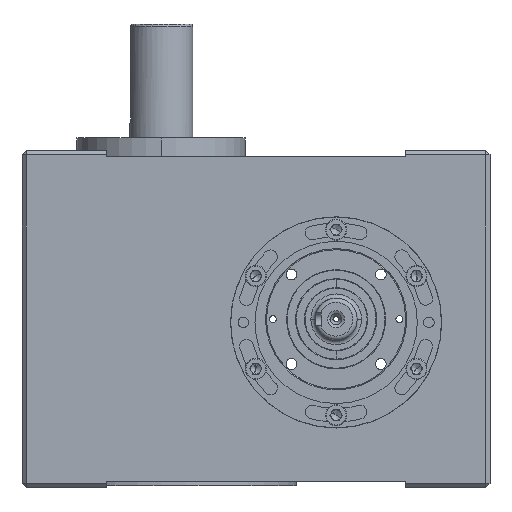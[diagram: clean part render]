
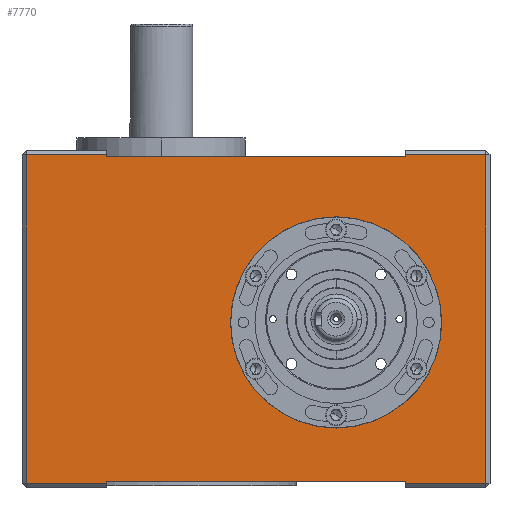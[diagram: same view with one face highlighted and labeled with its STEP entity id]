
A CAD part, left-side view. The second image highlights one B-rep face of the part: STEP entity #7770.
In plain terms, the highlighted planar face has unit normal (-1, 0, 0).
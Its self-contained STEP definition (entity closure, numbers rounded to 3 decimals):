
#633 = VERTEX_POINT ( 'NONE', #5488 ) ;
#786 = VECTOR ( 'NONE', #2938, 1000. ) ;
#810 = CARTESIAN_POINT ( 'NONE',  ( -70., 111., 80. ) ) ;
#927 = ORIENTED_EDGE ( 'NONE', *, *, #11064, .T. ) ;
#929 = LINE ( 'NONE', #15650, #20737 ) ;
#1021 = EDGE_CURVE ( 'NONE', #18228, #15648, #12528, .T. ) ;
#1059 = EDGE_CURVE ( 'NONE', #633, #15648, #4986, .T. ) ;
#1186 = EDGE_CURVE ( 'NONE', #11197, #18228, #11631, .T. ) ;
#1207 = EDGE_CURVE ( 'NONE', #20518, #1988, #5881, .T. ) ;
#1410 = VECTOR ( 'NONE', #2743, 1000. ) ;
#1433 = DIRECTION ( 'NONE',  ( 0., 0., 1. ) ) ;
#1988 = VERTEX_POINT ( 'NONE', #7563 ) ;
#2144 = LINE ( 'NONE', #12932, #12350 ) ;
#2371 = CARTESIAN_POINT ( 'NONE',  ( -70., -71., 78. ) ) ;
#2451 = AXIS2_PLACEMENT_3D ( 'NONE', #23694, #23617, #23535 ) ;
#2456 = CARTESIAN_POINT ( 'NONE',  ( -70., 12.1, -1.5 ) ) ;
#2587 = CARTESIAN_POINT ( 'NONE',  ( -70., 109., 80. ) ) ;
#2672 = VECTOR ( 'NONE', #23033, 1000. ) ;
#2743 = DIRECTION ( 'NONE',  ( 0., 0., -1. ) ) ;
#2778 = CARTESIAN_POINT ( 'NONE',  ( -70., 109., -78. ) ) ;
#2938 = DIRECTION ( 'NONE',  ( 0., 0., 1. ) ) ;
#2988 = LINE ( 'NONE', #14018, #22808 ) ;
#3414 = CARTESIAN_POINT ( 'NONE',  ( -70., -71., 77. ) ) ;
#4059 = EDGE_LOOP ( 'NONE', ( #7045, #12459, #12173, #8118, #16809, #21820, #19067, #19408, #6372, #23277, #22970, #927 ) ) ;
#4236 = FACE_BOUND ( 'NONE', #11872, .T. ) ;
#4317 = CARTESIAN_POINT ( 'NONE',  ( -70., -71., -77. ) ) ;
#4986 = LINE ( 'NONE', #22276, #13988 ) ;
#5350 = EDGE_CURVE ( 'NONE', #14372, #11197, #929, .T. ) ;
#5359 = CARTESIAN_POINT ( 'NONE',  ( -70., -71., 77. ) ) ;
#5488 = CARTESIAN_POINT ( 'NONE',  ( -70., 71., -77. ) ) ;
#5545 = EDGE_CURVE ( 'NONE', #11864, #15116, #6902, .T. ) ;
#5881 = LINE ( 'NONE', #7657, #786 ) ;
#5969 = VERTEX_POINT ( 'NONE', #4317 ) ;
#6372 = ORIENTED_EDGE ( 'NONE', *, *, #1059, .F. ) ;
#6655 = DIRECTION ( 'NONE',  ( 1., 0., 0. ) ) ;
#6902 = CIRCLE ( 'NONE', #2451, 50.1 ) ;
#7045 = ORIENTED_EDGE ( 'NONE', *, *, #22015, .T. ) ;
#7256 = CARTESIAN_POINT ( 'NONE',  ( -70., -38., -1.5 ) ) ;
#7563 = CARTESIAN_POINT ( 'NONE',  ( -70., -71., 78. ) ) ;
#7657 = CARTESIAN_POINT ( 'NONE',  ( -70., -71., 77. ) ) ;
#7707 = LINE ( 'NONE', #2371, #18467 ) ;
#7770 = ADVANCED_FACE ( 'NONE', ( #15067, #4236 ), #8527, .F. ) ;
#8118 = ORIENTED_EDGE ( 'NONE', *, *, #13348, .F. ) ;
#8379 = CARTESIAN_POINT ( 'NONE',  ( -70., 71., 77. ) ) ;
#8527 = PLANE ( 'NONE',  #13927 ) ;
#8616 = LINE ( 'NONE', #10697, #23897 ) ;
#8701 = EDGE_CURVE ( 'NONE', #15348, #14372, #2988, .T. ) ;
#9234 = DIRECTION ( 'NONE',  ( 0., 1., 0. ) ) ;
#9271 = CARTESIAN_POINT ( 'NONE',  ( -70., -109., 78. ) ) ;
#9518 = CARTESIAN_POINT ( 'NONE',  ( -70., -88.1, -1.5 ) ) ;
#10138 = VECTOR ( 'NONE', #18981, 1000. ) ;
#10207 = DIRECTION ( 'NONE',  ( 0., 0., 1. ) ) ;
#10482 = CARTESIAN_POINT ( 'NONE',  ( -70., 111., -78. ) ) ;
#10697 = CARTESIAN_POINT ( 'NONE',  ( -70., 71., -77. ) ) ;
#10806 = VERTEX_POINT ( 'NONE', #21097 ) ;
#10893 = CARTESIAN_POINT ( 'NONE',  ( -70., 109., 78. ) ) ;
#11064 = EDGE_CURVE ( 'NONE', #23120, #10806, #22444, .T. ) ;
#11197 = VERTEX_POINT ( 'NONE', #10893 ) ;
#11458 = CARTESIAN_POINT ( 'NONE',  ( -70., 71., -78. ) ) ;
#11509 = ORIENTED_EDGE ( 'NONE', *, *, #5545, .T. ) ;
#11631 = LINE ( 'NONE', #2587, #1410 ) ;
#11826 = EDGE_CURVE ( 'NONE', #23275, #1988, #7707, .T. ) ;
#11840 = VECTOR ( 'NONE', #19089, 1000. ) ;
#11864 = VERTEX_POINT ( 'NONE', #2456 ) ;
#11872 = EDGE_LOOP ( 'NONE', ( #13376, #11509 ) ) ;
#12173 = ORIENTED_EDGE ( 'NONE', *, *, #1207, .F. ) ;
#12350 = VECTOR ( 'NONE', #1433, 1000. ) ;
#12373 = CARTESIAN_POINT ( 'NONE',  ( -70., 71., 78. ) ) ;
#12459 = ORIENTED_EDGE ( 'NONE', *, *, #11826, .T. ) ;
#12528 = LINE ( 'NONE', #22693, #10138 ) ;
#12932 = CARTESIAN_POINT ( 'NONE',  ( -70., -109., 80. ) ) ;
#13348 = EDGE_CURVE ( 'NONE', #15348, #20518, #16889, .T. ) ;
#13376 = ORIENTED_EDGE ( 'NONE', *, *, #13828, .T. ) ;
#13500 = CARTESIAN_POINT ( 'NONE',  ( -70., -71., -77. ) ) ;
#13828 = EDGE_CURVE ( 'NONE', #15116, #11864, #21962, .T. ) ;
#13927 = AXIS2_PLACEMENT_3D ( 'NONE', #810, #6655, #20068 ) ;
#13988 = VECTOR ( 'NONE', #23339, 1000. ) ;
#14018 = CARTESIAN_POINT ( 'NONE',  ( -70., 71., 77. ) ) ;
#14372 = VERTEX_POINT ( 'NONE', #12373 ) ;
#15067 = FACE_OUTER_BOUND ( 'NONE', #4059, .T. ) ;
#15116 = VERTEX_POINT ( 'NONE', #9518 ) ;
#15348 = VERTEX_POINT ( 'NONE', #8379 ) ;
#15648 = VERTEX_POINT ( 'NONE', #11458 ) ;
#15650 = CARTESIAN_POINT ( 'NONE',  ( -70., 111., 78. ) ) ;
#15773 = DIRECTION ( 'NONE',  ( 0., 1., 0. ) ) ;
#16809 = ORIENTED_EDGE ( 'NONE', *, *, #8701, .T. ) ;
#16889 = LINE ( 'NONE', #3414, #11840 ) ;
#17958 = LINE ( 'NONE', #13500, #2672 ) ;
#18228 = VERTEX_POINT ( 'NONE', #2778 ) ;
#18467 = VECTOR ( 'NONE', #15773, 1000. ) ;
#18826 = EDGE_CURVE ( 'NONE', #5969, #633, #8616, .T. ) ;
#18981 = DIRECTION ( 'NONE',  ( 0., -1., 0. ) ) ;
#19067 = ORIENTED_EDGE ( 'NONE', *, *, #1186, .T. ) ;
#19089 = DIRECTION ( 'NONE',  ( 0., -1., 0. ) ) ;
#19408 = ORIENTED_EDGE ( 'NONE', *, *, #1021, .T. ) ;
#20068 = DIRECTION ( 'NONE',  ( 0., 1., 0. ) ) ;
#20120 = CARTESIAN_POINT ( 'NONE',  ( -70., -71., -78. ) ) ;
#20518 = VERTEX_POINT ( 'NONE', #5359 ) ;
#20685 = DIRECTION ( 'NONE',  ( 1., 0., 0. ) ) ;
#20737 = VECTOR ( 'NONE', #22277, 1000. ) ;
#21097 = CARTESIAN_POINT ( 'NONE',  ( -70., -109., -78. ) ) ;
#21233 = VECTOR ( 'NONE', #23751, 1000. ) ;
#21820 = ORIENTED_EDGE ( 'NONE', *, *, #5350, .T. ) ;
#21962 = CIRCLE ( 'NONE', #22371, 50.1 ) ;
#22015 = EDGE_CURVE ( 'NONE', #10806, #23275, #2144, .T. ) ;
#22276 = CARTESIAN_POINT ( 'NONE',  ( -70., 71., -77. ) ) ;
#22277 = DIRECTION ( 'NONE',  ( 0., 1., 0. ) ) ;
#22371 = AXIS2_PLACEMENT_3D ( 'NONE', #7256, #20685, #9234 ) ;
#22444 = LINE ( 'NONE', #10482, #21233 ) ;
#22693 = CARTESIAN_POINT ( 'NONE',  ( -70., 111., -78. ) ) ;
#22808 = VECTOR ( 'NONE', #10207, 1000. ) ;
#22970 = ORIENTED_EDGE ( 'NONE', *, *, #23839, .T. ) ;
#23033 = DIRECTION ( 'NONE',  ( 0., 0., -1. ) ) ;
#23120 = VERTEX_POINT ( 'NONE', #20120 ) ;
#23275 = VERTEX_POINT ( 'NONE', #9271 ) ;
#23277 = ORIENTED_EDGE ( 'NONE', *, *, #18826, .F. ) ;
#23339 = DIRECTION ( 'NONE',  ( 0., 0., -1. ) ) ;
#23535 = DIRECTION ( 'NONE',  ( 0., 1., 0. ) ) ;
#23617 = DIRECTION ( 'NONE',  ( 1., 0., 0. ) ) ;
#23694 = CARTESIAN_POINT ( 'NONE',  ( -70., -38., -1.5 ) ) ;
#23751 = DIRECTION ( 'NONE',  ( 0., -1., 0. ) ) ;
#23839 = EDGE_CURVE ( 'NONE', #5969, #23120, #17958, .T. ) ;
#23897 = VECTOR ( 'NONE', #24074, 1000. ) ;
#24074 = DIRECTION ( 'NONE',  ( 0., 1., 0. ) ) ;
